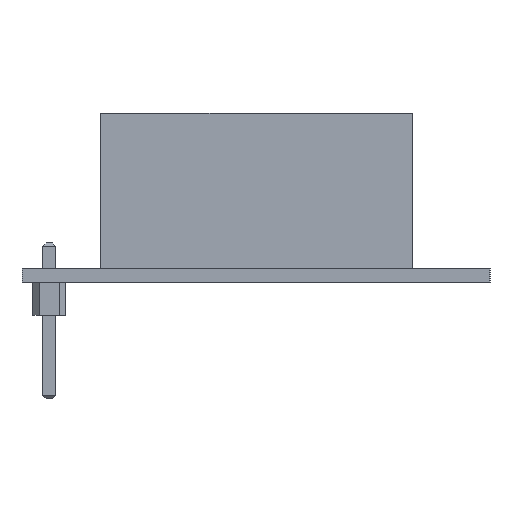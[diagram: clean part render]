
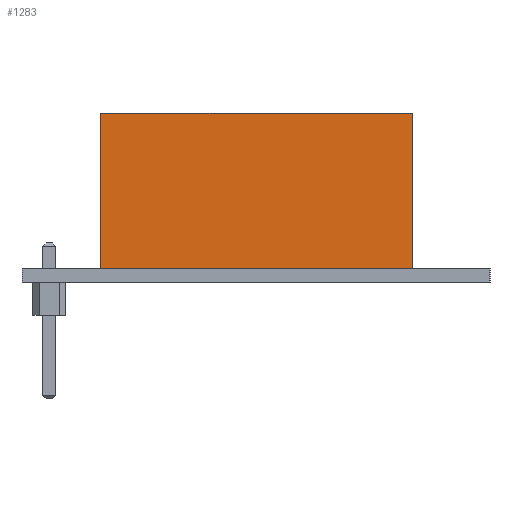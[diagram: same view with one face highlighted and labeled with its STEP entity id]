
A CAD part, left-side view. The second image highlights one B-rep face of the part: STEP entity #1283.
In plain terms, the highlighted planar face has unit normal (-1, 0, 0).
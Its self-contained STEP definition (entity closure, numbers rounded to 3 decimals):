
#191=LINE('',#2079,#291);
#192=LINE('',#2081,#292);
#193=LINE('',#2083,#293);
#194=LINE('',#2084,#294);
#291=VECTOR('',#1726,24.);
#292=VECTOR('',#1727,12.);
#293=VECTOR('',#1728,24.);
#294=VECTOR('',#1729,12.);
#342=PLANE('',#1399);
#470=FACE_OUTER_BOUND('',#597,.T.);
#597=EDGE_LOOP('',(#1140,#1141,#1142,#1143));
#740=VERTEX_POINT('',#2077);
#741=VERTEX_POINT('',#2078);
#742=VERTEX_POINT('',#2080);
#743=VERTEX_POINT('',#2082);
#876=EDGE_CURVE('',#740,#741,#191,.T.);
#877=EDGE_CURVE('',#741,#742,#192,.T.);
#878=EDGE_CURVE('',#743,#742,#193,.T.);
#879=EDGE_CURVE('',#740,#743,#194,.T.);
#1140=ORIENTED_EDGE('',*,*,#876,.T.);
#1141=ORIENTED_EDGE('',*,*,#877,.T.);
#1142=ORIENTED_EDGE('',*,*,#878,.F.);
#1143=ORIENTED_EDGE('',*,*,#879,.F.);
#1283=ADVANCED_FACE('',(#470),#342,.T.);
#1399=AXIS2_PLACEMENT_3D('',#2076,#1724,#1725);
#1724=DIRECTION('center_axis',(-1.,0.,0.));
#1725=DIRECTION('ref_axis',(0.,-1.,0.));
#1726=DIRECTION('',(0.,-1.,0.));
#1727=DIRECTION('',(0.,0.,1.));
#1728=DIRECTION('',(0.,-1.,0.));
#1729=DIRECTION('',(0.,0.,1.));
#2076=CARTESIAN_POINT('Origin',(-36.1,12.,0.));
#2077=CARTESIAN_POINT('',(-36.1,12.,0.));
#2078=CARTESIAN_POINT('',(-36.1,-12.,0.));
#2079=CARTESIAN_POINT('',(-36.1,12.,0.));
#2080=CARTESIAN_POINT('',(-36.1,-12.,12.));
#2081=CARTESIAN_POINT('',(-36.1,-12.,0.));
#2082=CARTESIAN_POINT('',(-36.1,12.,12.));
#2083=CARTESIAN_POINT('',(-36.1,12.,12.));
#2084=CARTESIAN_POINT('',(-36.1,12.,0.));
